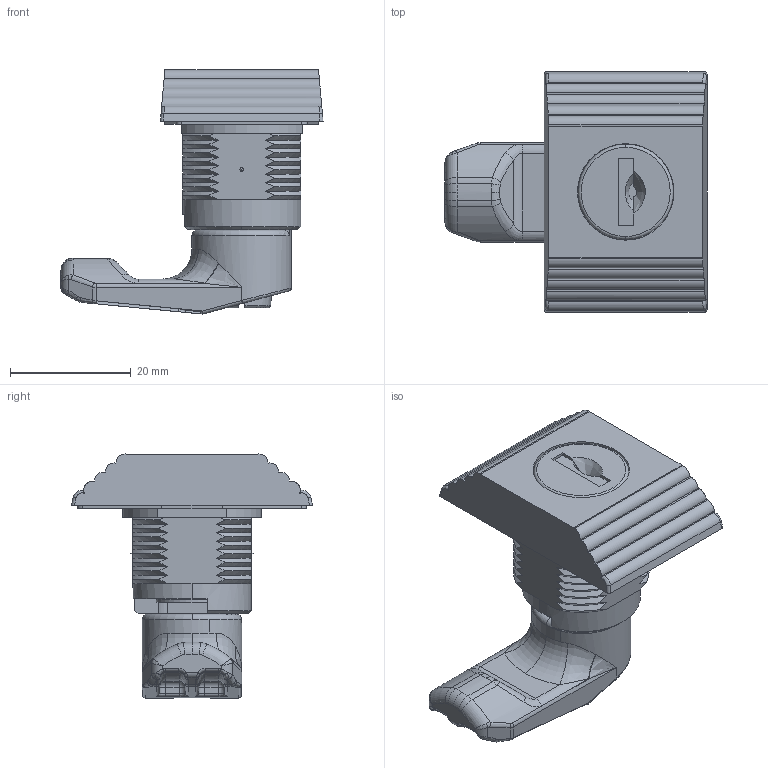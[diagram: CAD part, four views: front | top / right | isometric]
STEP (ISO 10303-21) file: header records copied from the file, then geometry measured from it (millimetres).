
FILE_DESCRIPTION(('STEP AP242'),'1');
FILE_NAME('nsycl405crn.stp','2019-01-18T16:47:29',('TraceParts'),('TraceParts S.A.'),'Spatial InterOp 3D',' ',' ');
FILE_SCHEMA(('AP242_MANAGED_MODEL_BASED_3D_ENGINEERING_MIM_LF {1 0 10303 442 1 1 4}'));
Length unit declared in the file: millimetre
Products named in the file (1): nsycl405crn
Bounding box: 43.5 x 40 x 40.51 mm (x, y, z)
Volume: 16160.8 mm3; surface area: 10254.4 mm2
Topology: 1 solids, 1 shells, 485 faces, 1379 edges, 852 vertices
Faces by surface type: cylinder 145, plane 143, cone 85, bspline 72, torus 26, sphere 12, revolution 2
Entity records: 19430 total; most frequent: CARTESIAN_POINT 7678, ORIENTED_EDGE 2710, DIRECTION 2200, EDGE_CURVE 1355, AXIS2_PLACEMENT_3D 857, VERTEX_POINT 852, EDGE_LOOP 499, ADVANCED_FACE 485
